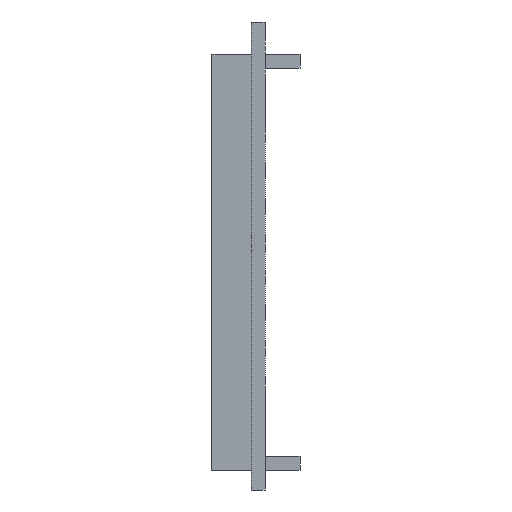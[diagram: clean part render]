
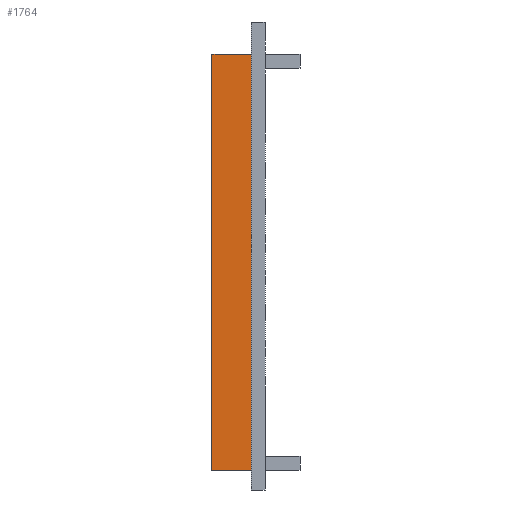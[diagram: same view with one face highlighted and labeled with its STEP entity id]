
A CAD part, left-side view. The second image highlights one B-rep face of the part: STEP entity #1764.
In plain terms, the highlighted planar face has unit normal (-1, 0, 0).
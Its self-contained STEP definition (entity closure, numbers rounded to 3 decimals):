
#134 = DIRECTION ( 'NONE',  ( 0., 0., -1. ) ) ;
#136 = VERTEX_POINT ( 'NONE', #528 ) ;
#211 = EDGE_LOOP ( 'NONE', ( #2098, #3055, #2992, #2410 ) ) ;
#337 = EDGE_CURVE ( 'NONE', #2480, #1405, #1150, .T. ) ;
#373 = LINE ( 'NONE', #1078, #736 ) ;
#487 = VECTOR ( 'NONE', #673, 1000. ) ;
#528 = CARTESIAN_POINT ( 'NONE',  ( -135.373, 3.8, -12.436 ) ) ;
#631 = DIRECTION ( 'NONE',  ( 0., -1., 0. ) ) ;
#673 = DIRECTION ( 'NONE',  ( 0., 0., 1. ) ) ;
#736 = VECTOR ( 'NONE', #835, 1000. ) ;
#751 = CARTESIAN_POINT ( 'NONE',  ( -135.373, 1., 17.364 ) ) ;
#792 = VECTOR ( 'NONE', #631, 1000. ) ;
#835 = DIRECTION ( 'NONE',  ( 0., -1., 0. ) ) ;
#915 = CARTESIAN_POINT ( 'NONE',  ( -135.373, 3.8, -12.436 ) ) ;
#931 = PLANE ( 'NONE',  #1694 ) ;
#1078 = CARTESIAN_POINT ( 'NONE',  ( -135.373, 3.8, 17.364 ) ) ;
#1089 = LINE ( 'NONE', #1588, #792 ) ;
#1150 = LINE ( 'NONE', #3128, #487 ) ;
#1405 = VERTEX_POINT ( 'NONE', #751 ) ;
#1588 = CARTESIAN_POINT ( 'NONE',  ( -135.373, 3.8, -12.436 ) ) ;
#1694 = AXIS2_PLACEMENT_3D ( 'NONE', #915, #2344, #134 ) ;
#1764 = ADVANCED_FACE ( 'NONE', ( #2119 ), #931, .F. ) ;
#1852 = VECTOR ( 'NONE', #3094, 1000. ) ;
#2084 = CARTESIAN_POINT ( 'NONE',  ( -135.373, 3.8, -12.436 ) ) ;
#2098 = ORIENTED_EDGE ( 'NONE', *, *, #337, .T. ) ;
#2119 = FACE_OUTER_BOUND ( 'NONE', #211, .T. ) ;
#2205 = EDGE_CURVE ( 'NONE', #136, #3115, #2337, .T. ) ;
#2337 = LINE ( 'NONE', #2084, #1852 ) ;
#2344 = DIRECTION ( 'NONE',  ( 1., 0., 0. ) ) ;
#2403 = CARTESIAN_POINT ( 'NONE',  ( -135.373, 3.8, 17.364 ) ) ;
#2410 = ORIENTED_EDGE ( 'NONE', *, *, #2774, .T. ) ;
#2480 = VERTEX_POINT ( 'NONE', #2728 ) ;
#2728 = CARTESIAN_POINT ( 'NONE',  ( -135.373, 1., -12.436 ) ) ;
#2731 = EDGE_CURVE ( 'NONE', #3115, #1405, #373, .T. ) ;
#2774 = EDGE_CURVE ( 'NONE', #136, #2480, #1089, .T. ) ;
#2992 = ORIENTED_EDGE ( 'NONE', *, *, #2205, .F. ) ;
#3055 = ORIENTED_EDGE ( 'NONE', *, *, #2731, .F. ) ;
#3094 = DIRECTION ( 'NONE',  ( 0., 0., 1. ) ) ;
#3115 = VERTEX_POINT ( 'NONE', #2403 ) ;
#3128 = CARTESIAN_POINT ( 'NONE',  ( -135.373, 1., -12.436 ) ) ;
